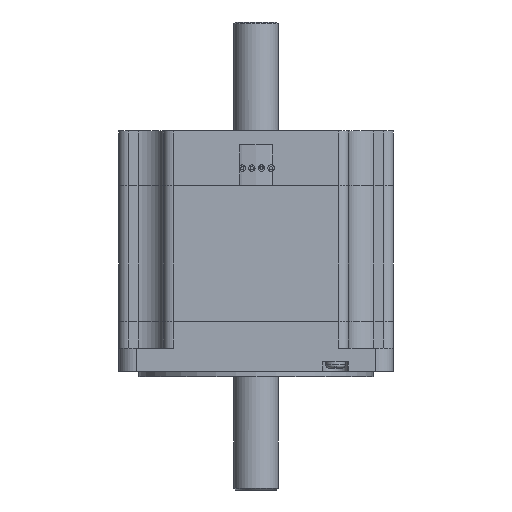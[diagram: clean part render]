
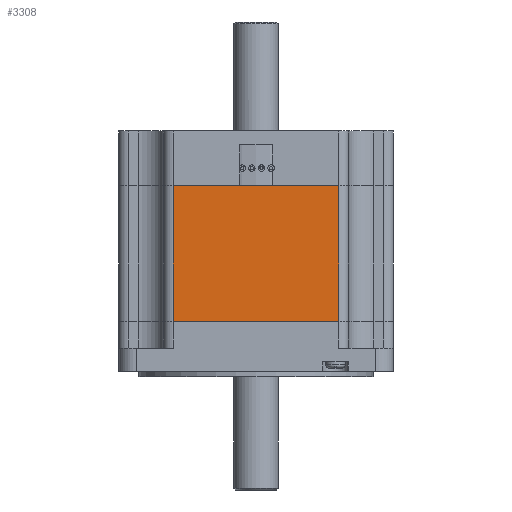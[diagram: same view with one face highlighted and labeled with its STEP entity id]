
A CAD part, left-side view. The second image highlights one B-rep face of the part: STEP entity #3308.
In plain terms, the highlighted planar face has unit normal (-1, 0, 0).
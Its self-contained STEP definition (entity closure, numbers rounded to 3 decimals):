
#100=LINE('',#5019,#361);
#101=LINE('',#5021,#362);
#102=LINE('',#5023,#363);
#103=LINE('',#5024,#364);
#361=VECTOR('',#3957,51.6);
#362=VECTOR('',#3958,42.4);
#363=VECTOR('',#3959,51.6);
#364=VECTOR('',#3960,42.4);
#616=PLANE('',#3529);
#827=FACE_OUTER_BOUND('',#1034,.T.);
#1034=EDGE_LOOP('',(#2311,#2312,#2313,#2314));
#1517=VERTEX_POINT('',#5017);
#1518=VERTEX_POINT('',#5018);
#1519=VERTEX_POINT('',#5020);
#1520=VERTEX_POINT('',#5022);
#1849=EDGE_CURVE('',#1517,#1518,#100,.T.);
#1850=EDGE_CURVE('',#1519,#1517,#101,.T.);
#1851=EDGE_CURVE('',#1520,#1519,#102,.T.);
#1852=EDGE_CURVE('',#1520,#1518,#103,.T.);
#2311=ORIENTED_EDGE('',*,*,#1849,.F.);
#2312=ORIENTED_EDGE('',*,*,#1850,.F.);
#2313=ORIENTED_EDGE('',*,*,#1851,.F.);
#2314=ORIENTED_EDGE('',*,*,#1852,.T.);
#3308=ADVANCED_FACE('',(#827),#616,.F.);
#3529=AXIS2_PLACEMENT_3D('',#5016,#3955,#3956);
#3955=DIRECTION('center_axis',(1.,0.,0.));
#3956=DIRECTION('ref_axis',(0.,1.,0.));
#3957=DIRECTION('',(0.,-1.,0.));
#3958=DIRECTION('',(0.,0.,1.));
#3959=DIRECTION('',(0.,1.,0.));
#3960=DIRECTION('',(0.,0.,1.));
#5016=CARTESIAN_POINT('Origin',(-42.8,37.3,19.1));
#5017=CARTESIAN_POINT('',(-42.8,25.8,-21.4));
#5018=CARTESIAN_POINT('',(-42.8,-25.8,-21.4));
#5019=CARTESIAN_POINT('',(-42.8,37.3,-21.4));
#5020=CARTESIAN_POINT('',(-42.8,25.8,-63.8));
#5021=CARTESIAN_POINT('',(-42.8,25.8,0.));
#5022=CARTESIAN_POINT('',(-42.8,-25.8,-63.8));
#5023=CARTESIAN_POINT('',(-42.8,-25.8,-63.8));
#5024=CARTESIAN_POINT('',(-42.8,-25.8,0.));
